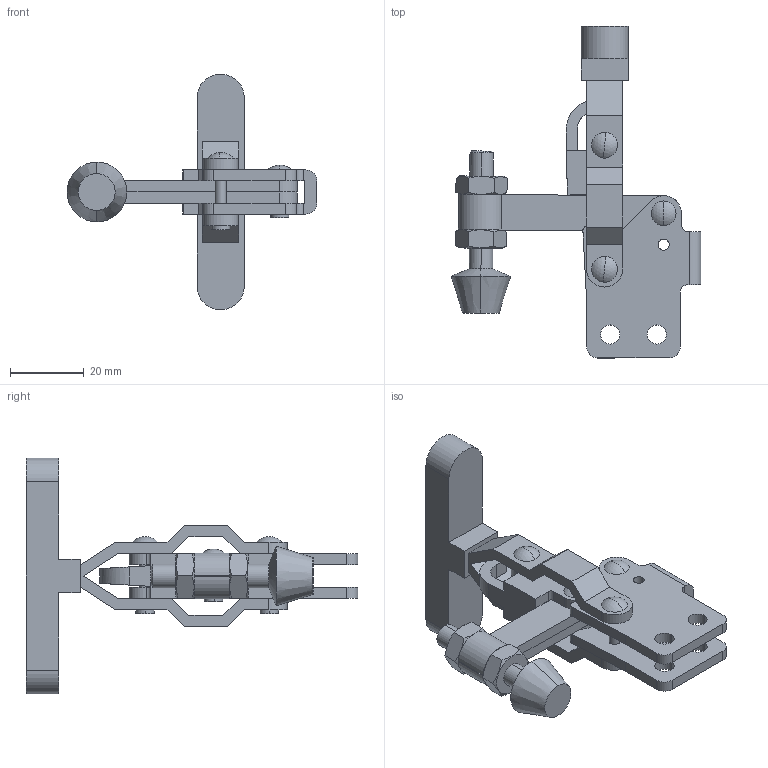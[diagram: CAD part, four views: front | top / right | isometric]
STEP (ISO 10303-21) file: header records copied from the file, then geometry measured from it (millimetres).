
FILE_DESCRIPTION (( 'STEP AP214' ), '1' );
FILE_NAME ('GH-12075(Â²¤Æ).STEP', '2020-03-12T05:40:14', ( 'LinWei' ), ( '' ), 'SwSTEP 2.0', 'SolidWorks 2016', '' );
FILE_SCHEMA (( 'AUTOMOTIVE_DESIGN' ));
Length unit declared in the file: millimetre
Products named in the file (6): Group4_112055U13; Group3^GH-12075(簡化); Group5^GH-12075(簡化); 11205008-1^GH-12075(簡化); Group1^GH-12075(簡化); GH-12075(簡化)
Assembly tree (5 placements, depth 2):
  GH-12075(簡化)
    Group1^GH-12075(簡化)
    11205008-1^GH-12075(簡化)
    Group5^GH-12075(簡化)
    Group3^GH-12075(簡化)
    Group4_112055U13
Bounding box: 67.81 x 90.06 x 64 mm (x, y, z)
Volume: 26983.1 mm3; surface area: 18186.6 mm2
Topology: 6 solids, 6 shells, 234 faces, 609 edges, 402 vertices
Faces by surface type: plane 107, cylinder 103, cone 14, sphere 8, bspline 2
Entity records: 8884 total; most frequent: CARTESIAN_POINT 1535, DIRECTION 1278, ORIENTED_EDGE 1218, EDGE_CURVE 609, AXIS2_PLACEMENT_3D 469, VERTEX_POINT 402, LINE 340, VECTOR 340
